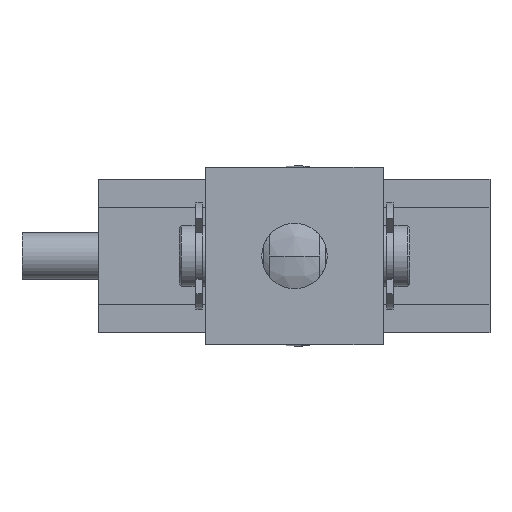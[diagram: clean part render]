
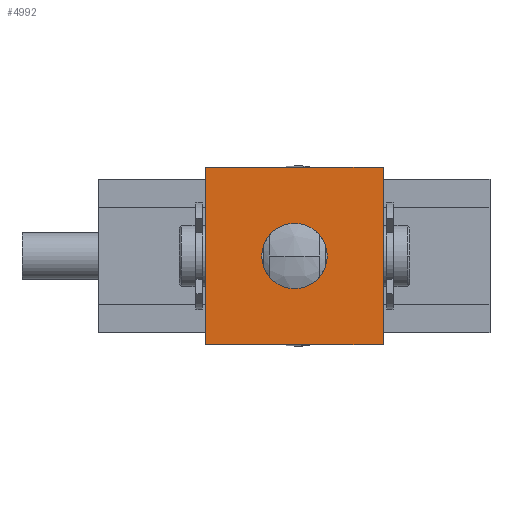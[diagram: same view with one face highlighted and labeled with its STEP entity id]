
A CAD part, front view. The second image highlights one B-rep face of the part: STEP entity #4992.
In plain terms, the highlighted face is planar.
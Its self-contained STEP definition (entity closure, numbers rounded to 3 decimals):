
#28 = EDGE_LOOP ( 'NONE', ( #5437, #2460 ) ) ;
#194 = CIRCLE ( 'NONE', #807, 4.25 ) ;
#219 = EDGE_CURVE ( 'NONE', #2176, #4216, #194, .T. ) ;
#221 = DIRECTION ( 'NONE',  ( 0., 0., 1. ) ) ;
#307 = DIRECTION ( 'NONE',  ( -1., 0., 0. ) ) ;
#389 = VECTOR ( 'NONE', #1827, 1000. ) ;
#399 = EDGE_CURVE ( 'NONE', #2586, #5072, #3537, .T. ) ;
#410 = CARTESIAN_POINT ( 'NONE',  ( 11.5, 0., -11.5 ) ) ;
#495 = FACE_BOUND ( 'NONE', #28, .T. ) ;
#751 = CARTESIAN_POINT ( 'NONE',  ( -11.5, 0., -11.5 ) ) ;
#765 = EDGE_CURVE ( 'NONE', #1002, #2586, #2639, .T. ) ;
#807 = AXIS2_PLACEMENT_3D ( 'NONE', #2583, #1278, #4338 ) ;
#1002 = VERTEX_POINT ( 'NONE', #2427 ) ;
#1023 = EDGE_CURVE ( 'NONE', #5241, #5072, #5378, .T. ) ;
#1278 = DIRECTION ( 'NONE',  ( 0., 1., 0. ) ) ;
#1283 = ORIENTED_EDGE ( 'NONE', *, *, #765, .T. ) ;
#1656 = DIRECTION ( 'NONE',  ( 0., 1., 0. ) ) ;
#1690 = CARTESIAN_POINT ( 'NONE',  ( 11.5, 0., -11.5 ) ) ;
#1724 = CARTESIAN_POINT ( 'NONE',  ( -11.5, 0., 11.5 ) ) ;
#1827 = DIRECTION ( 'NONE',  ( -1., 0., 0. ) ) ;
#1999 = DIRECTION ( 'NONE',  ( 0., 0., 1. ) ) ;
#2026 = CARTESIAN_POINT ( 'NONE',  ( -11.5, 0., -11.5 ) ) ;
#2081 = PLANE ( 'NONE',  #3845 ) ;
#2126 = ORIENTED_EDGE ( 'NONE', *, *, #1023, .F. ) ;
#2176 = VERTEX_POINT ( 'NONE', #3231 ) ;
#2192 = AXIS2_PLACEMENT_3D ( 'NONE', #4259, #1656, #4734 ) ;
#2397 = ORIENTED_EDGE ( 'NONE', *, *, #399, .T. ) ;
#2427 = CARTESIAN_POINT ( 'NONE',  ( 11.5, 0., -11.5 ) ) ;
#2460 = ORIENTED_EDGE ( 'NONE', *, *, #4222, .F. ) ;
#2530 = DIRECTION ( 'NONE',  ( 0., 0., -1. ) ) ;
#2579 = VECTOR ( 'NONE', #1999, 1000. ) ;
#2582 = ORIENTED_EDGE ( 'NONE', *, *, #3962, .F. ) ;
#2583 = CARTESIAN_POINT ( 'NONE',  ( 0., 0., 0. ) ) ;
#2586 = VERTEX_POINT ( 'NONE', #751 ) ;
#2639 = LINE ( 'NONE', #410, #389 ) ;
#3037 = DIRECTION ( 'NONE',  ( 0., -1., 0. ) ) ;
#3122 = CIRCLE ( 'NONE', #2192, 4.25 ) ;
#3231 = CARTESIAN_POINT ( 'NONE',  ( 0., 0., 4.25 ) ) ;
#3537 = LINE ( 'NONE', #2026, #2579 ) ;
#3822 = CARTESIAN_POINT ( 'NONE',  ( 0., 0., -4.25 ) ) ;
#3845 = AXIS2_PLACEMENT_3D ( 'NONE', #1690, #3037, #2530 ) ;
#3877 = CARTESIAN_POINT ( 'NONE',  ( 11.5, 0., 11.5 ) ) ;
#3962 = EDGE_CURVE ( 'NONE', #1002, #5241, #5373, .T. ) ;
#4216 = VERTEX_POINT ( 'NONE', #3822 ) ;
#4218 = VECTOR ( 'NONE', #221, 1000. ) ;
#4222 = EDGE_CURVE ( 'NONE', #4216, #2176, #3122, .T. ) ;
#4259 = CARTESIAN_POINT ( 'NONE',  ( 0., 0., 0. ) ) ;
#4276 = FACE_OUTER_BOUND ( 'NONE', #4768, .T. ) ;
#4338 = DIRECTION ( 'NONE',  ( 0., 0., 1. ) ) ;
#4599 = CARTESIAN_POINT ( 'NONE',  ( 11.5, 0., 11.5 ) ) ;
#4734 = DIRECTION ( 'NONE',  ( 0., 0., 1. ) ) ;
#4768 = EDGE_LOOP ( 'NONE', ( #2397, #2126, #2582, #1283 ) ) ;
#4992 = ADVANCED_FACE ( 'NONE', ( #495, #4276 ), #2081, .F. ) ;
#5072 = VERTEX_POINT ( 'NONE', #1724 ) ;
#5187 = VECTOR ( 'NONE', #307, 1000. ) ;
#5241 = VERTEX_POINT ( 'NONE', #3877 ) ;
#5373 = LINE ( 'NONE', #5517, #4218 ) ;
#5378 = LINE ( 'NONE', #4599, #5187 ) ;
#5437 = ORIENTED_EDGE ( 'NONE', *, *, #219, .F. ) ;
#5517 = CARTESIAN_POINT ( 'NONE',  ( 11.5, 0., -11.5 ) ) ;
